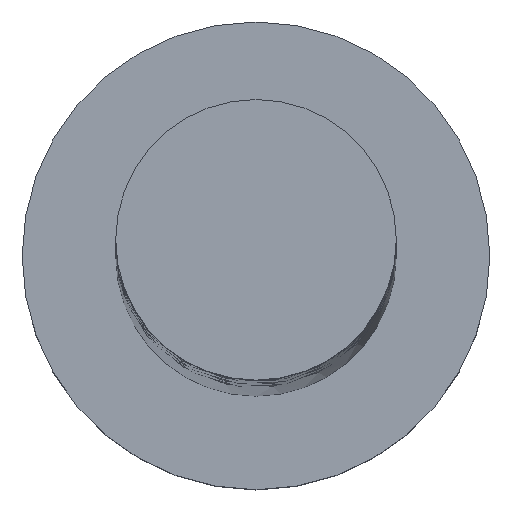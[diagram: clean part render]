
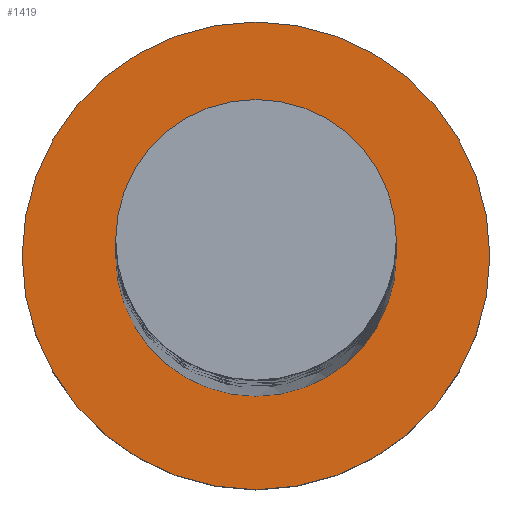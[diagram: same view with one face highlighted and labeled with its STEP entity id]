
A CAD part, top view. The second image highlights one B-rep face of the part: STEP entity #1419.
In plain terms, the highlighted planar face has unit normal (0, 0, 1).
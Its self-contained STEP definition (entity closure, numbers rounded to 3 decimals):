
#23 = VERTEX_POINT ( 'NONE', #972 ) ;
#79 = AXIS2_PLACEMENT_3D ( 'NONE', #1489, #109, #571 ) ;
#109 = DIRECTION ( 'NONE',  ( 0., 0., 1. ) ) ;
#114 = DIRECTION ( 'NONE',  ( 1., 0., 0. ) ) ;
#117 = CARTESIAN_POINT ( 'NONE',  ( 6., 0., 7. ) ) ;
#139 = CARTESIAN_POINT ( 'NONE',  ( 0., 0., 7. ) ) ;
#249 = CARTESIAN_POINT ( 'NONE',  ( 0., 0., 7. ) ) ;
#253 = ORIENTED_EDGE ( 'NONE', *, *, #793, .T. ) ;
#272 = ORIENTED_EDGE ( 'NONE', *, *, #627, .F. ) ;
#320 = CARTESIAN_POINT ( 'NONE',  ( -6., 0., 7. ) ) ;
#331 = VERTEX_POINT ( 'NONE', #1234 ) ;
#455 = DIRECTION ( 'NONE',  ( 0., 0., 1. ) ) ;
#487 = EDGE_CURVE ( 'NONE', #525, #649, #796, .T. ) ;
#506 = EDGE_CURVE ( 'NONE', #331, #23, #1536, .T. ) ;
#515 = DIRECTION ( 'NONE',  ( 0., 0., 1. ) ) ;
#525 = VERTEX_POINT ( 'NONE', #117 ) ;
#554 = DIRECTION ( 'NONE',  ( 0., 0., 1. ) ) ;
#571 = DIRECTION ( 'NONE',  ( 1., 0., 0. ) ) ;
#627 = EDGE_CURVE ( 'NONE', #649, #525, #1207, .T. ) ;
#649 = VERTEX_POINT ( 'NONE', #320 ) ;
#673 = ORIENTED_EDGE ( 'NONE', *, *, #487, .F. ) ;
#726 = DIRECTION ( 'NONE',  ( 1., 0., 0. ) ) ;
#791 = AXIS2_PLACEMENT_3D ( 'NONE', #139, #455, #114 ) ;
#793 = EDGE_CURVE ( 'NONE', #23, #331, #1233, .T. ) ;
#795 = AXIS2_PLACEMENT_3D ( 'NONE', #249, #554, #1040 ) ;
#796 = CIRCLE ( 'NONE', #1564, 6. ) ;
#853 = DIRECTION ( 'NONE',  ( 0., 0., 1. ) ) ;
#972 = CARTESIAN_POINT ( 'NONE',  ( 10., 0., 7. ) ) ;
#1000 = CARTESIAN_POINT ( 'NONE',  ( 0., 0., 7. ) ) ;
#1040 = DIRECTION ( 'NONE',  ( 1., 0., 0. ) ) ;
#1070 = FACE_OUTER_BOUND ( 'NONE', #1344, .T. ) ;
#1141 = AXIS2_PLACEMENT_3D ( 'NONE', #1848, #515, #726 ) ;
#1179 = EDGE_LOOP ( 'NONE', ( #272, #673 ) ) ;
#1207 = CIRCLE ( 'NONE', #1141, 6. ) ;
#1233 = CIRCLE ( 'NONE', #795, 10. ) ;
#1234 = CARTESIAN_POINT ( 'NONE',  ( -10., 0., 7. ) ) ;
#1344 = EDGE_LOOP ( 'NONE', ( #1692, #253 ) ) ;
#1419 = ADVANCED_FACE ( 'NONE', ( #1837, #1070 ), #1523, .T. ) ;
#1489 = CARTESIAN_POINT ( 'NONE',  ( 0., 0., 7. ) ) ;
#1523 = PLANE ( 'NONE',  #791 ) ;
#1536 = CIRCLE ( 'NONE', #79, 10. ) ;
#1564 = AXIS2_PLACEMENT_3D ( 'NONE', #1000, #853, #1813 ) ;
#1692 = ORIENTED_EDGE ( 'NONE', *, *, #506, .T. ) ;
#1813 = DIRECTION ( 'NONE',  ( 1., 0., 0. ) ) ;
#1837 = FACE_BOUND ( 'NONE', #1179, .T. ) ;
#1848 = CARTESIAN_POINT ( 'NONE',  ( 0., 0., 7. ) ) ;
